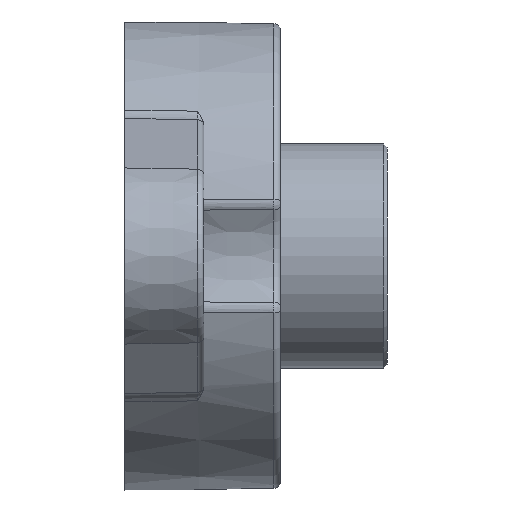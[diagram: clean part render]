
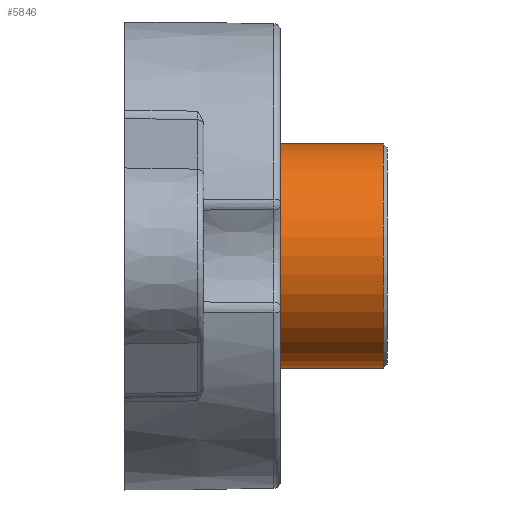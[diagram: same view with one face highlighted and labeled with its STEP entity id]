
A CAD part, left-side view. The second image highlights one B-rep face of the part: STEP entity #5846.
In plain terms, the highlighted cylindrical face has radius 8.5 mm (diameter 17 mm), a full revolution.
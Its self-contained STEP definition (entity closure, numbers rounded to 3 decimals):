
#1359=B_SPLINE_CURVE_WITH_KNOTS($,3,(#8143,#8144,#8145,#8146,#8147,#8148,
#8149,#8150,#8151,#8152,#8153,#8154,#8155,#8156,#8157,#8158,#8159,#8160),
 .UNSPECIFIED.,.F.,.F.,(4,2,2,2,2,2,2,2,4),(0.,0.068,0.136,
0.204,0.272,0.34,0.408,
0.476,0.544),.UNSPECIFIED.);
#1360=B_SPLINE_CURVE_WITH_KNOTS($,3,(#8161,#8162,#8163,#8164,#8165,#8166,
#8167,#8168,#8169,#8170,#8171,#8172,#8173,#8174,#8175,#8176,#8177,#8178),
 .UNSPECIFIED.,.F.,.F.,(4,2,2,2,2,2,2,2,4),(-0.544,-0.476,
-0.408,-0.34,-0.272,-0.204,
-0.136,-0.068,0.),.UNSPECIFIED.);
#1361=B_SPLINE_CURVE_WITH_KNOTS($,3,(#8186,#8187,#8188,#8189,#8190,#8191,
#8192,#8193,#8194,#8195,#8196,#8197,#8198,#8199,#8200,#8201,#8202,#8203),
 .UNSPECIFIED.,.F.,.F.,(4,2,2,2,2,2,2,2,4),(-0.544,-0.476,
-0.408,-0.34,-0.272,-0.204,
-0.136,-0.068,0.),.UNSPECIFIED.);
#1362=B_SPLINE_CURVE_WITH_KNOTS($,3,(#8204,#8205,#8206,#8207,#8208,#8209,
#8210,#8211,#8212,#8213,#8214,#8215,#8216,#8217,#8218,#8219,#8220,#8221),
 .UNSPECIFIED.,.F.,.F.,(4,2,2,2,2,2,2,2,4),(-1.088,-1.02,
-0.952,-0.884,-0.816,-0.748,
-0.68,-0.612,-0.544),.UNSPECIFIED.);
#1406=CYLINDRICAL_SURFACE($,#6167,8.5);
#1428=FACE_BOUND($,#1808,.T.);
#1429=FACE_BOUND($,#1809,.T.);
#1430=FACE_BOUND($,#1810,.T.);
#1490=FACE_OUTER_BOUND($,#1807,.T.);
#1807=EDGE_LOOP($,(#3668));
#1808=EDGE_LOOP($,(#3669));
#1809=EDGE_LOOP($,(#3670,#3671));
#1810=EDGE_LOOP($,(#3672,#3673));
#2178=CIRCLE($,#6168,8.5);
#2179=CIRCLE($,#6169,8.5);
#2295=VERTEX_POINT($,#8141);
#2296=VERTEX_POINT($,#8142);
#2297=VERTEX_POINT($,#8180);
#2298=VERTEX_POINT($,#8182);
#2299=VERTEX_POINT($,#8184);
#2300=VERTEX_POINT($,#8185);
#2849=EDGE_CURVE($,#2295,#2296,#1359,.T.);
#2850=EDGE_CURVE($,#2296,#2295,#1360,.T.);
#2851=EDGE_CURVE($,#2297,#2297,#2178,.T.);
#2852=EDGE_CURVE($,#2298,#2298,#2179,.T.);
#2853=EDGE_CURVE($,#2299,#2300,#1361,.T.);
#2854=EDGE_CURVE($,#2300,#2299,#1362,.T.);
#3668=ORIENTED_EDGE($,*,*,#2851,.F.);
#3669=ORIENTED_EDGE($,*,*,#2852,.F.);
#3670=ORIENTED_EDGE($,*,*,#2853,.T.);
#3671=ORIENTED_EDGE($,*,*,#2854,.T.);
#3672=ORIENTED_EDGE($,*,*,#2849,.T.);
#3673=ORIENTED_EDGE($,*,*,#2850,.T.);
#5846=ADVANCED_FACE($,(#1490,#1428,#1429,#1430),#1406,.T.);
#6167=AXIS2_PLACEMENT_3D($,#8179,#6592,#6593);
#6168=AXIS2_PLACEMENT_3D($,#8181,#6594,#6595);
#6169=AXIS2_PLACEMENT_3D($,#8183,#6596,#6597);
#6592=DIRECTION('center_axis',(0.,-1.,0.));
#6593=DIRECTION('ref_axis',(0.,0.,1.));
#6594=DIRECTION('center_axis',(0.,-1.,0.));
#6595=DIRECTION('ref_axis',(0.,0.,-1.));
#6596=DIRECTION('center_axis',(0.,1.,0.));
#6597=DIRECTION('ref_axis',(0.,0.,1.));
#8141=CARTESIAN_POINT('',(7.147,-14.3,-4.601));
#8142=CARTESIAN_POINT('',(4.601,-14.3,-7.147));
#8143=CARTESIAN_POINT('Ctrl Pts',(7.147,-14.3,-4.601));
#8144=CARTESIAN_POINT('Ctrl Pts',(7.147,-14.073,-4.601));
#8145=CARTESIAN_POINT('Ctrl Pts',(7.122,-13.832,-4.641));
#8146=CARTESIAN_POINT('Ctrl Pts',(7.018,-13.389,-4.797));
#8147=CARTESIAN_POINT('Ctrl Pts',(6.938,-13.187,-4.913));
#8148=CARTESIAN_POINT('Ctrl Pts',(6.747,-12.868,-5.172));
#8149=CARTESIAN_POINT('Ctrl Pts',(6.622,-12.729,-5.333));
#8150=CARTESIAN_POINT('Ctrl Pts',(6.334,-12.545,-5.672));
#8151=CARTESIAN_POINT('Ctrl Pts',(6.171,-12.5,-5.85));
#8152=CARTESIAN_POINT('Ctrl Pts',(5.85,-12.5,-6.171));
#8153=CARTESIAN_POINT('Ctrl Pts',(5.672,-12.545,-6.334));
#8154=CARTESIAN_POINT('Ctrl Pts',(5.333,-12.729,-6.622));
#8155=CARTESIAN_POINT('Ctrl Pts',(5.172,-12.868,-6.747));
#8156=CARTESIAN_POINT('Ctrl Pts',(4.913,-13.187,-6.938));
#8157=CARTESIAN_POINT('Ctrl Pts',(4.797,-13.389,-7.018));
#8158=CARTESIAN_POINT('Ctrl Pts',(4.641,-13.832,-7.122));
#8159=CARTESIAN_POINT('Ctrl Pts',(4.601,-14.073,-7.147));
#8160=CARTESIAN_POINT('Ctrl Pts',(4.601,-14.3,-7.147));
#8161=CARTESIAN_POINT('Ctrl Pts',(4.601,-14.3,-7.147));
#8162=CARTESIAN_POINT('Ctrl Pts',(4.601,-14.527,-7.147));
#8163=CARTESIAN_POINT('Ctrl Pts',(4.641,-14.768,-7.122));
#8164=CARTESIAN_POINT('Ctrl Pts',(4.797,-15.211,-7.018));
#8165=CARTESIAN_POINT('Ctrl Pts',(4.913,-15.413,-6.938));
#8166=CARTESIAN_POINT('Ctrl Pts',(5.172,-15.732,-6.747));
#8167=CARTESIAN_POINT('Ctrl Pts',(5.333,-15.871,-6.622));
#8168=CARTESIAN_POINT('Ctrl Pts',(5.672,-16.055,-6.334));
#8169=CARTESIAN_POINT('Ctrl Pts',(5.85,-16.1,-6.171));
#8170=CARTESIAN_POINT('Ctrl Pts',(6.171,-16.1,-5.85));
#8171=CARTESIAN_POINT('Ctrl Pts',(6.334,-16.055,-5.672));
#8172=CARTESIAN_POINT('Ctrl Pts',(6.622,-15.871,-5.333));
#8173=CARTESIAN_POINT('Ctrl Pts',(6.747,-15.732,-5.172));
#8174=CARTESIAN_POINT('Ctrl Pts',(6.938,-15.413,-4.913));
#8175=CARTESIAN_POINT('Ctrl Pts',(7.018,-15.211,-4.797));
#8176=CARTESIAN_POINT('Ctrl Pts',(7.122,-14.768,-4.641));
#8177=CARTESIAN_POINT('Ctrl Pts',(7.147,-14.527,-4.601));
#8178=CARTESIAN_POINT('Ctrl Pts',(7.147,-14.3,-4.601));
#8179=CARTESIAN_POINT('Origin',(0.,-9.2,0.));
#8180=CARTESIAN_POINT('',(0.,-17.4,8.5));
#8181=CARTESIAN_POINT('Origin',(0.,-17.4,0.));
#8182=CARTESIAN_POINT('',(0.,-9.5,8.5));
#8183=CARTESIAN_POINT('Origin',(0.,-9.5,0.));
#8184=CARTESIAN_POINT('',(4.601,-14.3,7.147));
#8185=CARTESIAN_POINT('',(7.147,-14.3,4.601));
#8186=CARTESIAN_POINT('Ctrl Pts',(4.601,-14.3,7.147));
#8187=CARTESIAN_POINT('Ctrl Pts',(4.601,-14.073,7.147));
#8188=CARTESIAN_POINT('Ctrl Pts',(4.641,-13.832,7.122));
#8189=CARTESIAN_POINT('Ctrl Pts',(4.797,-13.389,7.018));
#8190=CARTESIAN_POINT('Ctrl Pts',(4.913,-13.187,6.938));
#8191=CARTESIAN_POINT('Ctrl Pts',(5.172,-12.868,6.747));
#8192=CARTESIAN_POINT('Ctrl Pts',(5.333,-12.729,6.622));
#8193=CARTESIAN_POINT('Ctrl Pts',(5.672,-12.545,6.334));
#8194=CARTESIAN_POINT('Ctrl Pts',(5.85,-12.5,6.171));
#8195=CARTESIAN_POINT('Ctrl Pts',(6.171,-12.5,5.85));
#8196=CARTESIAN_POINT('Ctrl Pts',(6.334,-12.545,5.672));
#8197=CARTESIAN_POINT('Ctrl Pts',(6.622,-12.729,5.333));
#8198=CARTESIAN_POINT('Ctrl Pts',(6.747,-12.868,5.172));
#8199=CARTESIAN_POINT('Ctrl Pts',(6.938,-13.187,4.913));
#8200=CARTESIAN_POINT('Ctrl Pts',(7.018,-13.389,4.797));
#8201=CARTESIAN_POINT('Ctrl Pts',(7.122,-13.832,4.641));
#8202=CARTESIAN_POINT('Ctrl Pts',(7.147,-14.073,4.601));
#8203=CARTESIAN_POINT('Ctrl Pts',(7.147,-14.3,4.601));
#8204=CARTESIAN_POINT('Ctrl Pts',(7.147,-14.3,4.601));
#8205=CARTESIAN_POINT('Ctrl Pts',(7.147,-14.527,4.601));
#8206=CARTESIAN_POINT('Ctrl Pts',(7.122,-14.768,4.641));
#8207=CARTESIAN_POINT('Ctrl Pts',(7.018,-15.211,4.797));
#8208=CARTESIAN_POINT('Ctrl Pts',(6.938,-15.413,4.913));
#8209=CARTESIAN_POINT('Ctrl Pts',(6.747,-15.732,5.172));
#8210=CARTESIAN_POINT('Ctrl Pts',(6.622,-15.871,5.333));
#8211=CARTESIAN_POINT('Ctrl Pts',(6.334,-16.055,5.672));
#8212=CARTESIAN_POINT('Ctrl Pts',(6.171,-16.1,5.85));
#8213=CARTESIAN_POINT('Ctrl Pts',(5.85,-16.1,6.171));
#8214=CARTESIAN_POINT('Ctrl Pts',(5.672,-16.055,6.334));
#8215=CARTESIAN_POINT('Ctrl Pts',(5.333,-15.871,6.622));
#8216=CARTESIAN_POINT('Ctrl Pts',(5.172,-15.732,6.747));
#8217=CARTESIAN_POINT('Ctrl Pts',(4.913,-15.413,6.938));
#8218=CARTESIAN_POINT('Ctrl Pts',(4.797,-15.211,7.018));
#8219=CARTESIAN_POINT('Ctrl Pts',(4.641,-14.768,7.122));
#8220=CARTESIAN_POINT('Ctrl Pts',(4.601,-14.527,7.147));
#8221=CARTESIAN_POINT('Ctrl Pts',(4.601,-14.3,7.147));
